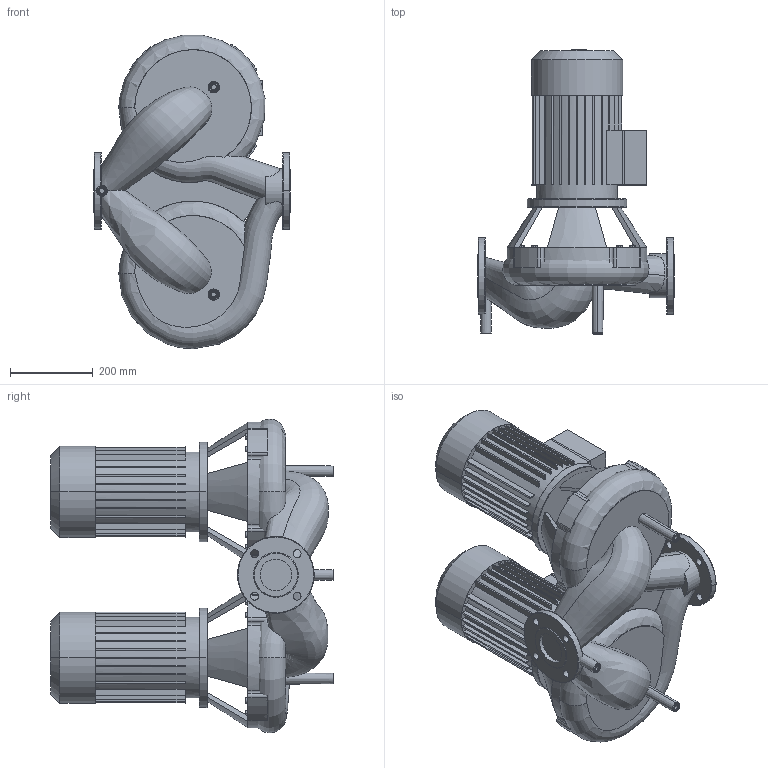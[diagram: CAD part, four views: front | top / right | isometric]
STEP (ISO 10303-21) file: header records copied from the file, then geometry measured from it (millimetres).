
FILE_DESCRIPTION((''),'2;1');
FILE_NAME('3d_DL65_250-3_4-2120960.stp','2016-05-24T12:40:22',(''),(''),'Mechanical Desktop 2009','Mechanical Desktop 2009',', , ');
FILE_SCHEMA(('CONFIG_CONTROL_DESIGN'));
Length unit declared in the file: millimetre
Products named in the file (1): Product
Bounding box: 475 x 684.5 x 756.55 mm (x, y, z)
Volume: 61788788.3 mm3; surface area: 2860617.5 mm2
Topology: 17 solids, 17 shells, 674 faces, 1836 edges, 1217 vertices
Faces by surface type: bspline 238, plane 235, cylinder 166, cone 19, torus 16
Full cylindrical faces by diameter (mm): 106.1 x1
Entity records: 40526 total; most frequent: CARTESIAN_POINT 23850, ORIENTED_EDGE 3662, DIRECTION 3124, EDGE_CURVE 1831, VERTEX_POINT 1214, AXIS2_PLACEMENT_3D 1049, VECTOR 1026, LINE 1026
